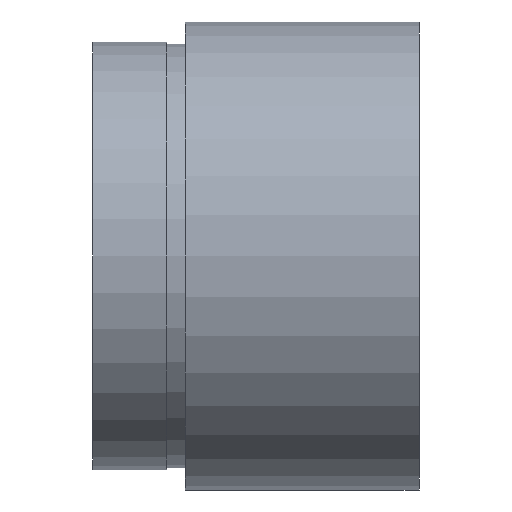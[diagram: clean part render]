
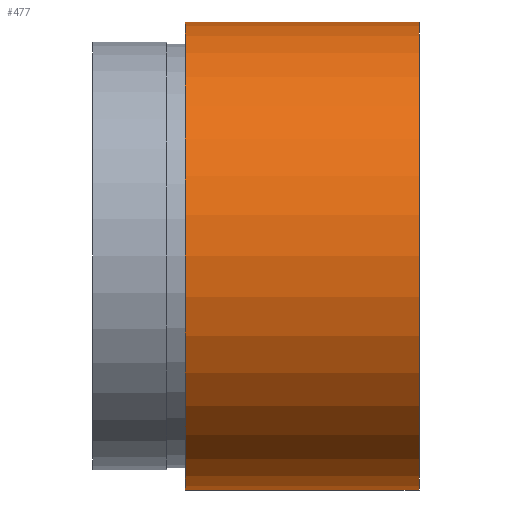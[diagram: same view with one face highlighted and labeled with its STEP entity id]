
A CAD part, left-side view. The second image highlights one B-rep face of the part: STEP entity #477.
In plain terms, the highlighted cylindrical face has radius 12.7 mm (diameter 25.4 mm), a partial arc.
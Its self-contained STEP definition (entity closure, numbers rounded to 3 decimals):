
#5 = EDGE_CURVE ( 'NONE', #211, #91, #455, .T. ) ;
#14 = DIRECTION ( 'NONE',  ( 0., 1., 0. ) ) ;
#36 = CARTESIAN_POINT ( 'NONE',  ( 0., 0., -12.7 ) ) ;
#56 = VECTOR ( 'NONE', #213, 1000. ) ;
#66 = EDGE_LOOP ( 'NONE', ( #445, #81, #271, #319 ) ) ;
#78 = DIRECTION ( 'NONE',  ( 0., 1., 0. ) ) ;
#81 = ORIENTED_EDGE ( 'NONE', *, *, #5, .T. ) ;
#91 = VERTEX_POINT ( 'NONE', #606 ) ;
#99 = VERTEX_POINT ( 'NONE', #127 ) ;
#127 = CARTESIAN_POINT ( 'NONE',  ( 0., 12.7, -12.7 ) ) ;
#129 = DIRECTION ( 'NONE',  ( 0., 0., 1. ) ) ;
#149 = CARTESIAN_POINT ( 'NONE',  ( 0., 161.376, -12.7 ) ) ;
#157 = DIRECTION ( 'NONE',  ( 0., 0., 1. ) ) ;
#211 = VERTEX_POINT ( 'NONE', #36 ) ;
#213 = DIRECTION ( 'NONE',  ( 0., 1., 0. ) ) ;
#219 = DIRECTION ( 'NONE',  ( 0., 0., 1. ) ) ;
#232 = AXIS2_PLACEMENT_3D ( 'NONE', #249, #347, #157 ) ;
#248 = VERTEX_POINT ( 'NONE', #331 ) ;
#249 = CARTESIAN_POINT ( 'NONE',  ( 0., 12.7, 0. ) ) ;
#260 = LINE ( 'NONE', #313, #56 ) ;
#271 = ORIENTED_EDGE ( 'NONE', *, *, #351, .T. ) ;
#285 = EDGE_CURVE ( 'NONE', #211, #99, #448, .T. ) ;
#313 = CARTESIAN_POINT ( 'NONE',  ( 0., 161.376, 12.7 ) ) ;
#316 = FACE_OUTER_BOUND ( 'NONE', #66, .T. ) ;
#319 = ORIENTED_EDGE ( 'NONE', *, *, #578, .F. ) ;
#324 = CARTESIAN_POINT ( 'NONE',  ( 0., 0., 0. ) ) ;
#331 = CARTESIAN_POINT ( 'NONE',  ( 0., 12.7, 12.7 ) ) ;
#347 = DIRECTION ( 'NONE',  ( 0., 1., 0. ) ) ;
#350 = VECTOR ( 'NONE', #488, 1000. ) ;
#351 = EDGE_CURVE ( 'NONE', #91, #248, #260, .T. ) ;
#408 = AXIS2_PLACEMENT_3D ( 'NONE', #324, #78, #129 ) ;
#420 = CIRCLE ( 'NONE', #232, 12.7 ) ;
#445 = ORIENTED_EDGE ( 'NONE', *, *, #285, .F. ) ;
#446 = CARTESIAN_POINT ( 'NONE',  ( 0., 161.376, 0. ) ) ;
#448 = LINE ( 'NONE', #149, #350 ) ;
#455 = CIRCLE ( 'NONE', #408, 12.7 ) ;
#477 = ADVANCED_FACE ( 'NONE', ( #316 ), #622, .T. ) ;
#488 = DIRECTION ( 'NONE',  ( 0., 1., 0. ) ) ;
#532 = AXIS2_PLACEMENT_3D ( 'NONE', #446, #14, #219 ) ;
#578 = EDGE_CURVE ( 'NONE', #99, #248, #420, .T. ) ;
#606 = CARTESIAN_POINT ( 'NONE',  ( 0., 0., 12.7 ) ) ;
#622 = CYLINDRICAL_SURFACE ( 'NONE', #532, 12.7 ) ;
